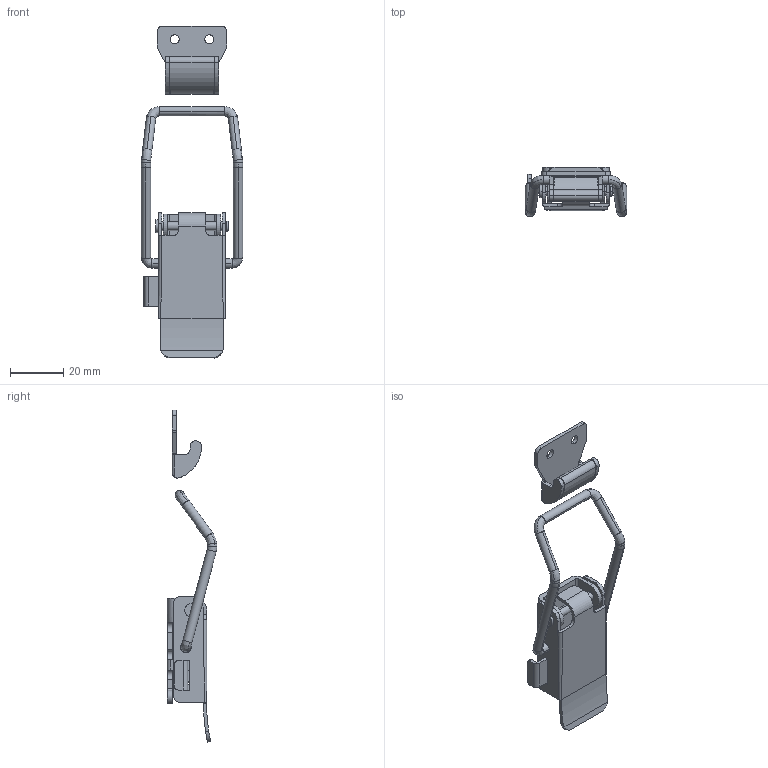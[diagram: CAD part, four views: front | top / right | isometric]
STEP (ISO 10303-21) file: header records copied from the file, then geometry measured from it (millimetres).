
FILE_DESCRIPTION (( 'STEP AP214' ), '1' );
FILE_NAME ('TL_424.STEP', '2018-08-21T01:28:38', ( '' ), ( '' ), 'SwSTEP 2.0', 'SolidWorks 2015', '' );
FILE_SCHEMA (( 'AUTOMOTIVE_DESIGN' ));
Length unit declared in the file: millimetre
Products named in the file (4): アーム_M7; レバー; キーパー変更; TL_424
Assembly tree (3 placements, depth 2):
  TL_424
    キーパー変更
    レバー
    アーム_M7
Bounding box: 38 x 18.67 x 124.43 mm (x, y, z)
Volume: 8002 mm3; surface area: 12128.3 mm2
Topology: 3 solids, 3 shells, 370 faces, 1045 edges, 655 vertices
Faces by surface type: plane 125, cylinder 120, bspline 110, torus 15
Entity records: 18010 total; most frequent: CARTESIAN_POINT 9184, ORIENTED_EDGE 2086, DIRECTION 1412, EDGE_CURVE 1043, VERTEX_POINT 655, AXIS2_PLACEMENT_3D 493, VECTOR 426, LINE 426
